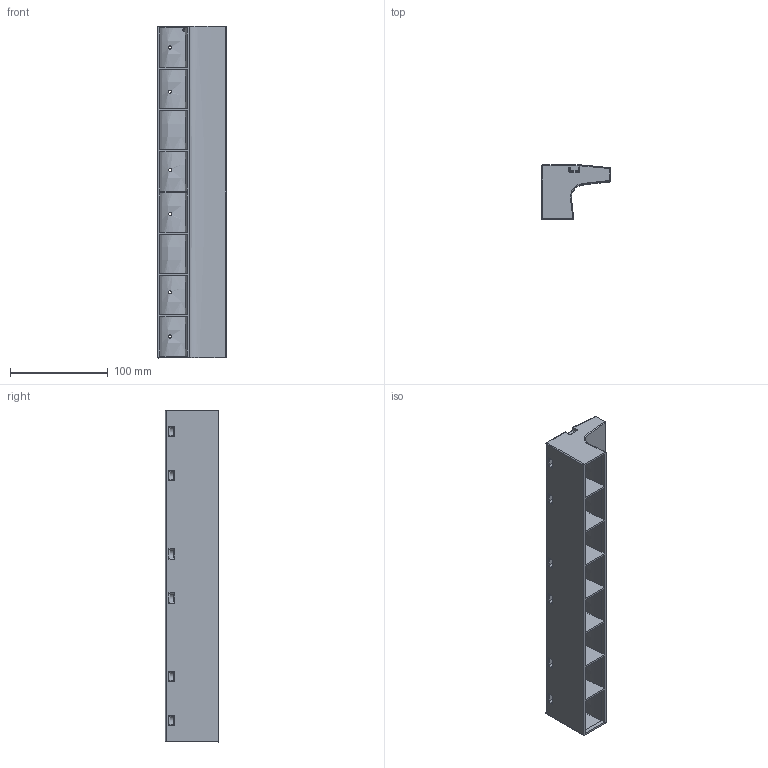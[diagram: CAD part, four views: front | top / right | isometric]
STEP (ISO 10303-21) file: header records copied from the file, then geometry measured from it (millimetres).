
FILE_DESCRIPTION(/* description */ (''),/* implementation_level */ '2;1');
FILE_NAME(/* name */ 'flat nozzle.step',/* time_stamp */ '2021-08-22T01:41:13+08:00',/* author */ (''),/* organization */ (''),/* preprocessor_version */ 'ST-DEVELOPER v18.1',/* originating_system */ 'Autodesk Translation Framework v10.9.0.1377',/* authorisation */ '');
FILE_SCHEMA (('AUTOMOTIVE_DESIGN { 1 0 10303 214 3 1 1 }'));
Length unit declared in the file: millimetre
Products named in the file (1): flat nozzle
Bounding box: 70 x 54.95 x 339 mm (x, y, z)
Volume: 274217.3 mm3; surface area: 160667.1 mm2
Topology: 1 solids, 1 shells, 199 faces, 494 edges, 302 vertices
Faces by surface type: plane 78, cylinder 64, bspline 43, sphere 11, torus 3
Full cylindrical faces by diameter (mm): 3.3 x12
Entity records: 10673 total; most frequent: CARTESIAN_POINT 6178, ORIENTED_EDGE 986, DIRECTION 789, EDGE_CURVE 493, VERTEX_POINT 302, AXIS2_PLACEMENT_3D 282, EDGE_LOOP 245, LINE 225
